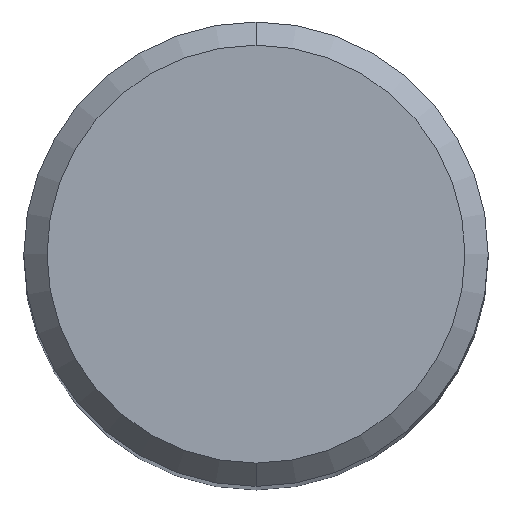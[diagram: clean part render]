
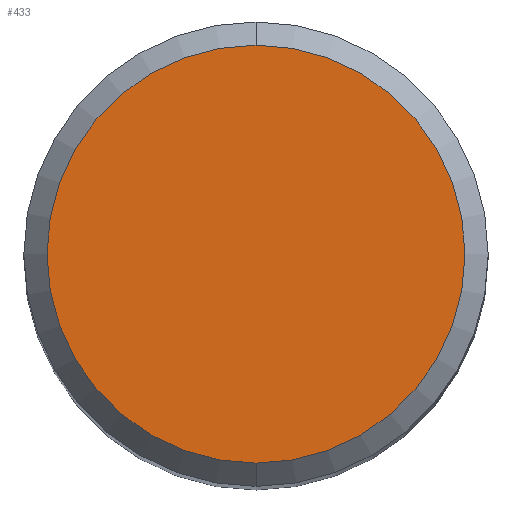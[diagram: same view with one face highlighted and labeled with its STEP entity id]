
A CAD part, top view. The second image highlights one B-rep face of the part: STEP entity #433.
In plain terms, the highlighted planar face has unit normal (0, 0, 1).
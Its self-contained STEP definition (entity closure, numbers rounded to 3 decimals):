
#275=EDGE_CURVE('',#309,#397,#593,.T.);
#309=VERTEX_POINT('',#630);
#397=VERTEX_POINT('',#726);
#433=ADVANCED_FACE('',(#767),#768,.T.);
#455=EDGE_CURVE('',#397,#309,#792,.T.);
#593=CIRCLE('',#1041,3.6);
#630=CARTESIAN_POINT('',(0.0,3.6,0.0));
#726=CARTESIAN_POINT('',(0.,-3.6,0.0));
#767=FACE_OUTER_BOUND('',#1399,.T.);
#768=PLANE('',#1400);
#792=CIRCLE('',#1445,3.6);
#1041=AXIS2_PLACEMENT_3D('',#1574,#1575,#1576);
#1399=EDGE_LOOP('',(#1783,#1784));
#1400=AXIS2_PLACEMENT_3D('',#1785,#1786,#1787);
#1445=AXIS2_PLACEMENT_3D('',#1813,#1814,#1815);
#1574=CARTESIAN_POINT('',(0.0,0.0,0.0));
#1575=DIRECTION('',(0.0,0.0,-1.0));
#1576=DIRECTION('',(0.0,1.0,0.0));
#1783=ORIENTED_EDGE('',*,*,#275,.F.);
#1784=ORIENTED_EDGE('',*,*,#455,.F.);
#1785=CARTESIAN_POINT('',(0.0,1.8,0.0));
#1786=DIRECTION('',(-0.0,0.0,1.0));
#1787=DIRECTION('',(0.0,-1.0,0.0));
#1813=CARTESIAN_POINT('',(0.0,0.0,0.0));
#1814=DIRECTION('',(0.0,0.0,-1.0));
#1815=DIRECTION('',(0.0,1.0,0.0));
